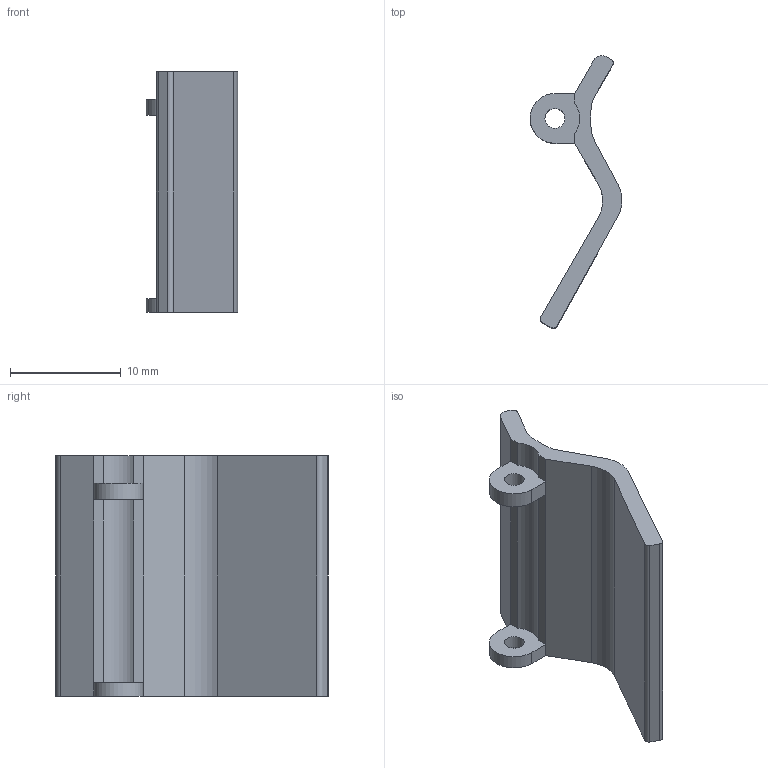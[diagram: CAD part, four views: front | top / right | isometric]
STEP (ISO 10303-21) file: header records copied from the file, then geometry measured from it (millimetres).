
FILE_DESCRIPTION(/* description */ (''),/* implementation_level */ '2;1');
FILE_NAME(/* name */ 'SR319-CAM-HOLDER.stp',/* time_stamp */ '2018-06-17T16:14:54-07:00',/* author */ (''),/* organization */ (''),/* preprocessor_version */ 'ST-DEVELOPER v14.6',/* originating_system */ '',/* authorisation */ '');
FILE_SCHEMA (('AUTOMOTIVE_DESIGN { 1 2 10303 214 1 1 1 1 }'));
Length unit declared in the file: centimetre
Products named in the file (1): 1234-K789
Bounding box: 8.31 x 24.65 x 21.75 mm (x, y, z)
Volume: 958.1 mm3; surface area: 1419.6 mm2
Topology: 2 solids, 2 shells, 36 faces, 95 edges, 63 vertices
Faces by surface type: plane 22, cylinder 14
Full cylindrical faces by diameter (mm): 1.8 x2
Entity records: 1126 total; most frequent: DIRECTION 195, CARTESIAN_POINT 193, ORIENTED_EDGE 186, EDGE_CURVE 93, LINE 65, VECTOR 65, AXIS2_PLACEMENT_3D 65, VERTEX_POINT 63
